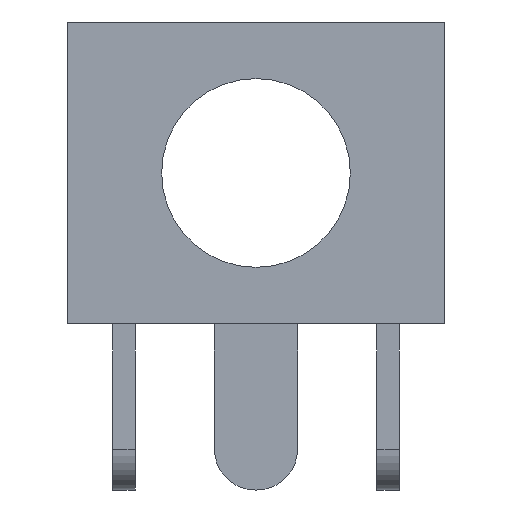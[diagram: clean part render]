
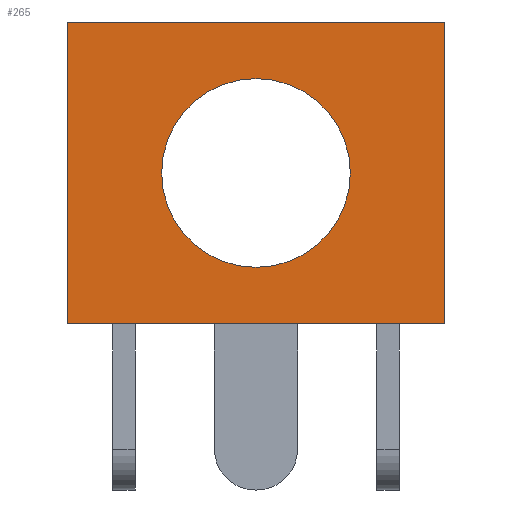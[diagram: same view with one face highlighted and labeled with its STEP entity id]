
A CAD part, left-side view. The second image highlights one B-rep face of the part: STEP entity #265.
In plain terms, the highlighted planar face has unit normal (-1, 0, 0).
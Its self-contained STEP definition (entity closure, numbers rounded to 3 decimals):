
#73 = EDGE_CURVE('',#74,#76,#78,.T.);
#74 = VERTEX_POINT('',#75);
#75 = CARTESIAN_POINT('',(0.,2.5,0.));
#76 = VERTEX_POINT('',#77);
#77 = CARTESIAN_POINT('',(0.,0.55,0.));
#78 = LINE('',#79,#80);
#79 = CARTESIAN_POINT('',(0.,2.5,0.));
#80 = VECTOR('',#81,1.);
#81 = DIRECTION('',(0.,-1.,0.));
#108 = VERTEX_POINT('',#109);
#109 = CARTESIAN_POINT('',(0.,-2.5,0.)
  );
#115 = EDGE_CURVE('',#116,#108,#118,.T.);
#116 = VERTEX_POINT('',#117);
#117 = CARTESIAN_POINT('',(0.,-0.55,0.
    ));
#118 = LINE('',#119,#120);
#119 = CARTESIAN_POINT('',(0.,2.5,0.));
#120 = VECTOR('',#121,1.);
#121 = DIRECTION('',(0.,-1.,0.));
#265 = ADVANCED_FACE('',(#266,#298),#309,.F.);
#266 = FACE_BOUND('',#267,.F.);
#267 = EDGE_LOOP('',(#268,#278,#284,#285,#291,#292));
#268 = ORIENTED_EDGE('',*,*,#269,.F.);
#269 = EDGE_CURVE('',#270,#272,#274,.T.);
#270 = VERTEX_POINT('',#271);
#271 = CARTESIAN_POINT('',(0.,-2.5,4.));
#272 = VERTEX_POINT('',#273);
#273 = CARTESIAN_POINT('',(0.,2.5,4.));
#274 = LINE('',#275,#276);
#275 = CARTESIAN_POINT('',(0.,-2.5,4.));
#276 = VECTOR('',#277,1.);
#277 = DIRECTION('',(0.,1.,0.));
#278 = ORIENTED_EDGE('',*,*,#279,.F.);
#279 = EDGE_CURVE('',#108,#270,#280,.T.);
#280 = LINE('',#281,#282);
#281 = CARTESIAN_POINT('',(0.,-2.5,0.));
#282 = VECTOR('',#283,1.);
#283 = DIRECTION('',(0.,0.,1.));
#284 = ORIENTED_EDGE('',*,*,#115,.F.);
#285 = ORIENTED_EDGE('',*,*,#286,.T.);
#286 = EDGE_CURVE('',#116,#76,#287,.T.);
#287 = LINE('',#288,#289);
#288 = CARTESIAN_POINT('',(0.,-0.55,0.)
  );
#289 = VECTOR('',#290,1.);
#290 = DIRECTION('',(0.,1.,0.));
#291 = ORIENTED_EDGE('',*,*,#73,.F.);
#292 = ORIENTED_EDGE('',*,*,#293,.F.);
#293 = EDGE_CURVE('',#272,#74,#294,.T.);
#294 = LINE('',#295,#296);
#295 = CARTESIAN_POINT('',(0.,2.5,4.));
#296 = VECTOR('',#297,1.);
#297 = DIRECTION('',(0.,0.,-1.));
#298 = FACE_BOUND('',#299,.F.);
#299 = EDGE_LOOP('',(#300));
#300 = ORIENTED_EDGE('',*,*,#301,.F.);
#301 = EDGE_CURVE('',#302,#302,#304,.T.);
#302 = VERTEX_POINT('',#303);
#303 = CARTESIAN_POINT('',(0.,1.25,2.));
#304 = CIRCLE('',#305,1.25);
#305 = AXIS2_PLACEMENT_3D('',#306,#307,#308);
#306 = CARTESIAN_POINT('',(0.,0.,2.));
#307 = DIRECTION('',(1.,0.,0.));
#308 = DIRECTION('',(0.,1.,0.));
#309 = PLANE('',#310);
#310 = AXIS2_PLACEMENT_3D('',#311,#312,#313);
#311 = CARTESIAN_POINT('',(0.,0.,2.));
#312 = DIRECTION('',(1.,0.,0.));
#313 = DIRECTION('',(0.,0.,1.));
